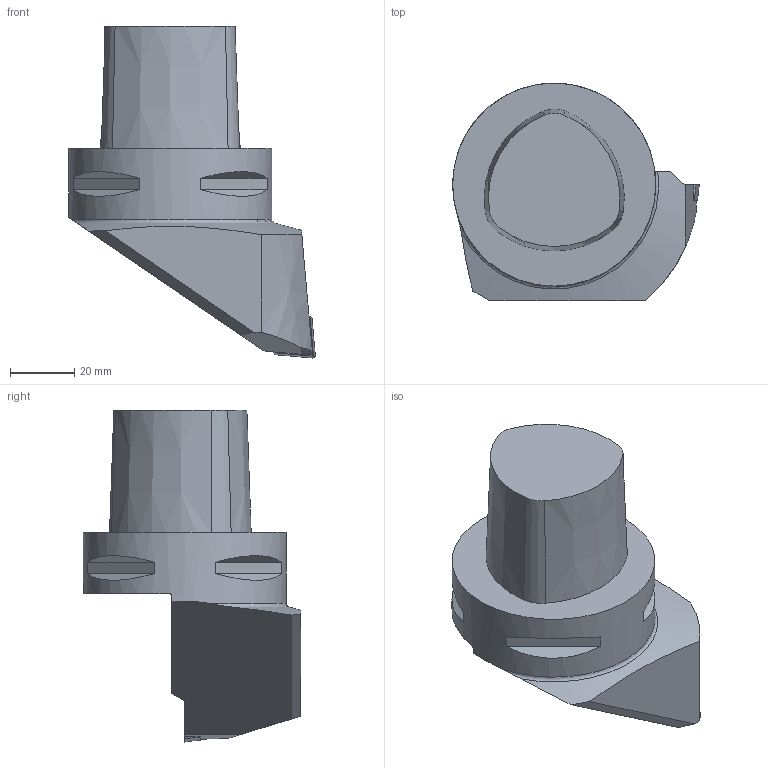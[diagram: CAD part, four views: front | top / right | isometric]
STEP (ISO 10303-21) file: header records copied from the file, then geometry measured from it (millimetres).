
FILE_DESCRIPTION(/* description */ (''),/* implementation_level */ '2;1');
FILE_NAME(/* name */ 'C6-DCLCL-45065-12JETI2_Basic.stp',/* time_stamp */ '2021-07-13T13:40:38+05:00',/* author */ (''),/* organization */ (''),/* preprocessor_version */ 'ST-DEVELOPER v16.7',/* originating_system */ 'SIEMENS PLM Software NX 12.0',/* authorisation */ '');
FILE_SCHEMA (('AUTOMOTIVE_DESIGN { 1 0 10303 214 3 1 1 1 }'));
Length unit declared in the file: millimetre
Products named in the file (4): CUT; NOCUT; ASSEMBLY_CONSTRUCTION; C6-DCLCR-45065-12JETI2_Basic_stp_stp
Assembly tree (3 placements, depth 2):
  C6-DCLCR-45065-12JETI2_Basic_stp_stp
    ASSEMBLY_CONSTRUCTION
    NOCUT
    CUT
Bounding box: 76.5 x 67.5 x 103 mm (x, y, z)
Volume: 175758.6 mm3; surface area: 22567.2 mm2
Topology: 2 solids, 3 shells, 53 faces, 130 edges, 93 vertices
Faces by surface type: plane 35, cone 13, cylinder 3, extrusion 1, torus 1
Full cylindrical faces by diameter (mm): 63 x1
Entity records: 1807 total; most frequent: CARTESIAN_POINT 381, DIRECTION 279, ORIENTED_EDGE 250, EDGE_CURVE 125, AXIS2_PLACEMENT_3D 103, VERTEX_POINT 85, VECTOR 73, LINE 72
